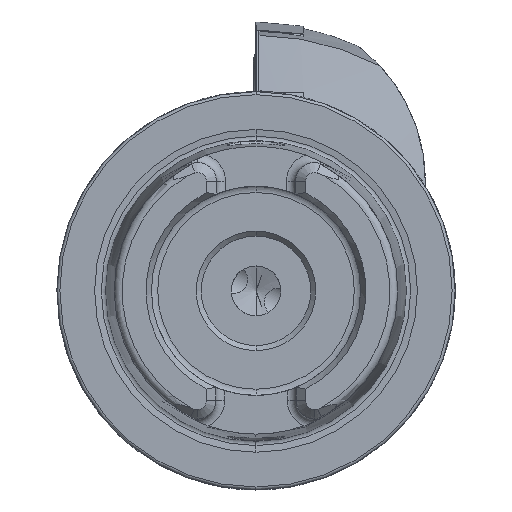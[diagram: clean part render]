
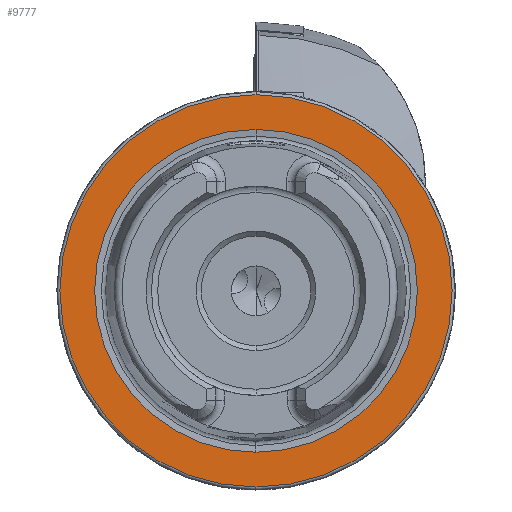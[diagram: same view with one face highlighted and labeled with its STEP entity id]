
A CAD part, left-side view. The second image highlights one B-rep face of the part: STEP entity #9777.
In plain terms, the highlighted planar face has unit normal (-1, 0, 0).
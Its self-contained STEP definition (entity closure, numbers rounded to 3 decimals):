
#71 = ORIENTED_EDGE ( 'NONE', *, *, #1102, .F. ) ;
#937 = VERTEX_POINT ( 'NONE', #4694 ) ;
#1051 = VERTEX_POINT ( 'NONE', #4979 ) ;
#1102 = EDGE_CURVE ( 'NONE', #1051, #937, #4663, .T. ) ;
#1172 = FACE_BOUND ( 'NONE', #2900, .T. ) ;
#1296 = EDGE_CURVE ( 'NONE', #11893, #9869, #7802, .T. ) ;
#1368 = EDGE_CURVE ( 'NONE', #937, #1051, #2921, .T. ) ;
#1574 = DIRECTION ( 'NONE',  ( 0., 0., 1. ) ) ;
#1728 = DIRECTION ( 'NONE',  ( 1., 0., 0. ) ) ;
#2571 = AXIS2_PLACEMENT_3D ( 'NONE', #8844, #2974, #10587 ) ;
#2900 = EDGE_LOOP ( 'NONE', ( #71, #3251 ) ) ;
#2921 = CIRCLE ( 'NONE', #8289, 16.207 ) ;
#2974 = DIRECTION ( 'NONE',  ( -1., 0., 0. ) ) ;
#3251 = ORIENTED_EDGE ( 'NONE', *, *, #1368, .F. ) ;
#3577 = DIRECTION ( 'NONE',  ( -1., 0., 0. ) ) ;
#4582 = AXIS2_PLACEMENT_3D ( 'NONE', #7269, #8207, #1574 ) ;
#4588 = DIRECTION ( 'NONE',  ( 0., 0., 1. ) ) ;
#4663 = CIRCLE ( 'NONE', #9435, 16.207 ) ;
#4694 = CARTESIAN_POINT ( 'NONE',  ( 0., 0., -16.207 ) ) ;
#4843 = FACE_OUTER_BOUND ( 'NONE', #10741, .T. ) ;
#4979 = CARTESIAN_POINT ( 'NONE',  ( 0., 0., 16.207 ) ) ;
#5656 = CIRCLE ( 'NONE', #2571, 19.7 ) ;
#5845 = DIRECTION ( 'NONE',  ( 0., 0., 1. ) ) ;
#6649 = CARTESIAN_POINT ( 'NONE',  ( 0., 19.7, 0. ) ) ;
#7269 = CARTESIAN_POINT ( 'NONE',  ( 0., 0., 0. ) ) ;
#7352 = ORIENTED_EDGE ( 'NONE', *, *, #8242, .T. ) ;
#7802 = CIRCLE ( 'NONE', #4582, 19.7 ) ;
#7810 = DIRECTION ( 'NONE',  ( -1., 0., 0. ) ) ;
#8207 = DIRECTION ( 'NONE',  ( -1., 0., 0. ) ) ;
#8242 = EDGE_CURVE ( 'NONE', #9869, #11893, #5656, .T. ) ;
#8289 = AXIS2_PLACEMENT_3D ( 'NONE', #8426, #3577, #4588 ) ;
#8426 = CARTESIAN_POINT ( 'NONE',  ( 0., 0., 0. ) ) ;
#8428 = ORIENTED_EDGE ( 'NONE', *, *, #1296, .T. ) ;
#8548 = AXIS2_PLACEMENT_3D ( 'NONE', #6649, #1728, #9432 ) ;
#8844 = CARTESIAN_POINT ( 'NONE',  ( 0., 0., 0. ) ) ;
#9432 = DIRECTION ( 'NONE',  ( 0., 0., -1. ) ) ;
#9435 = AXIS2_PLACEMENT_3D ( 'NONE', #9946, #7810, #5845 ) ;
#9777 = ADVANCED_FACE ( 'NONE', ( #1172, #4843 ), #12478, .F. ) ;
#9805 = CARTESIAN_POINT ( 'NONE',  ( 0., 0., 19.7 ) ) ;
#9869 = VERTEX_POINT ( 'NONE', #11386 ) ;
#9946 = CARTESIAN_POINT ( 'NONE',  ( 0., 0., 0. ) ) ;
#10587 = DIRECTION ( 'NONE',  ( 0., 0., 1. ) ) ;
#10741 = EDGE_LOOP ( 'NONE', ( #8428, #7352 ) ) ;
#11386 = CARTESIAN_POINT ( 'NONE',  ( 0., 0., -19.7 ) ) ;
#11893 = VERTEX_POINT ( 'NONE', #9805 ) ;
#12478 = PLANE ( 'NONE',  #8548 ) ;
